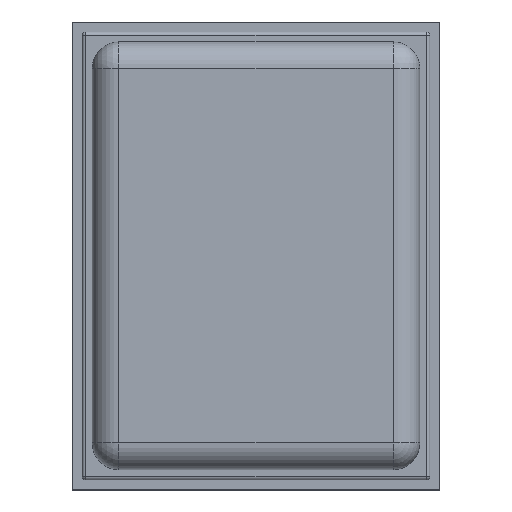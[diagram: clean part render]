
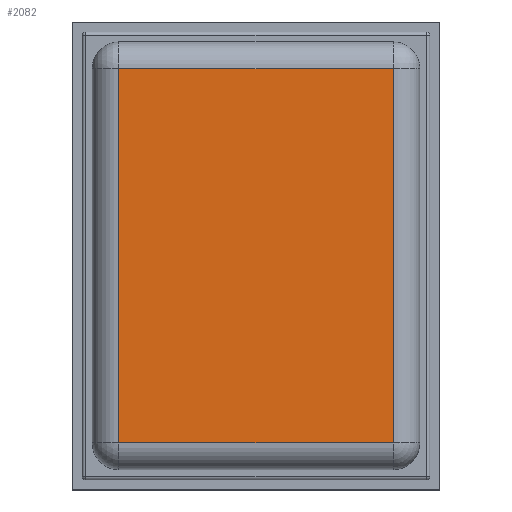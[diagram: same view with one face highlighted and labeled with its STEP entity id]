
A CAD part, top view. The second image highlights one B-rep face of the part: STEP entity #2082.
In plain terms, the highlighted planar face has unit normal (0, 0, 1).
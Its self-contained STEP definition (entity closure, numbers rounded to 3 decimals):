
#737 = CYLINDRICAL_SURFACE('',#738,0.08);
#738 = AXIS2_PLACEMENT_3D('',#739,#740,#741);
#739 = CARTESIAN_POINT('',(-0.41,0.64,0.36));
#740 = DIRECTION('',(0.,-1.,0.));
#741 = DIRECTION('',(-1.,0.,0.));
#917 = CYLINDRICAL_SURFACE('',#918,0.08);
#918 = AXIS2_PLACEMENT_3D('',#919,#920,#921);
#919 = CARTESIAN_POINT('',(0.49,0.56,0.36));
#920 = DIRECTION('',(-1.,0.,0.));
#921 = DIRECTION('',(0.,1.,0.));
#951 = CYLINDRICAL_SURFACE('',#952,0.08);
#952 = AXIS2_PLACEMENT_3D('',#953,#954,#955);
#953 = CARTESIAN_POINT('',(-0.49,-0.56,0.36));
#954 = DIRECTION('',(1.,0.,0.));
#955 = DIRECTION('',(0.,-1.,0.));
#1111 = CYLINDRICAL_SURFACE('',#1112,0.08);
#1112 = AXIS2_PLACEMENT_3D('',#1113,#1114,#1115);
#1113 = CARTESIAN_POINT('',(0.41,-0.64,0.36));
#1114 = DIRECTION('',(0.,1.,0.));
#1115 = DIRECTION('',(1.,0.,0.));
#1539 = VERTEX_POINT('',#1540);
#1540 = CARTESIAN_POINT('',(-0.41,0.56,0.44));
#1560 = EDGE_CURVE('',#1539,#1561,#1563,.T.);
#1561 = VERTEX_POINT('',#1562);
#1562 = CARTESIAN_POINT('',(-0.41,-0.56,0.44));
#1563 = SURFACE_CURVE('',#1564,(#1568,#1575),.PCURVE_S1.);
#1564 = LINE('',#1565,#1566);
#1565 = CARTESIAN_POINT('',(-0.41,0.64,0.44));
#1566 = VECTOR('',#1567,1.);
#1567 = DIRECTION('',(0.,-1.,0.));
#1568 = PCURVE('',#737,#1569);
#1569 = DEFINITIONAL_REPRESENTATION('',(#1570),#1574);
#1570 = LINE('',#1571,#1572);
#1571 = CARTESIAN_POINT('',(-1.571,0.));
#1572 = VECTOR('',#1573,1.);
#1573 = DIRECTION('',(-0.,1.));
#1574 = ( GEOMETRIC_REPRESENTATION_CONTEXT(2) 
PARAMETRIC_REPRESENTATION_CONTEXT() REPRESENTATION_CONTEXT('2D SPACE',''
  ) );
#1575 = PCURVE('',#1576,#1581);
#1576 = PLANE('',#1577);
#1577 = AXIS2_PLACEMENT_3D('',#1578,#1579,#1580);
#1578 = CARTESIAN_POINT('',(0.,0.,0.44));
#1579 = DIRECTION('',(0.,0.,1.));
#1580 = DIRECTION('',(1.,0.,0.));
#1581 = DEFINITIONAL_REPRESENTATION('',(#1582),#1586);
#1582 = LINE('',#1583,#1584);
#1583 = CARTESIAN_POINT('',(-0.41,0.64));
#1584 = VECTOR('',#1585,1.);
#1585 = DIRECTION('',(0.,-1.));
#1586 = ( GEOMETRIC_REPRESENTATION_CONTEXT(2) 
PARAMETRIC_REPRESENTATION_CONTEXT() REPRESENTATION_CONTEXT('2D SPACE',''
  ) );
#1667 = VERTEX_POINT('',#1668);
#1668 = CARTESIAN_POINT('',(0.41,0.56,0.44));
#1688 = EDGE_CURVE('',#1667,#1539,#1689,.T.);
#1689 = SURFACE_CURVE('',#1690,(#1694,#1701),.PCURVE_S1.);
#1690 = LINE('',#1691,#1692);
#1691 = CARTESIAN_POINT('',(0.49,0.56,0.44));
#1692 = VECTOR('',#1693,1.);
#1693 = DIRECTION('',(-1.,0.,0.));
#1694 = PCURVE('',#917,#1695);
#1695 = DEFINITIONAL_REPRESENTATION('',(#1696),#1700);
#1696 = LINE('',#1697,#1698);
#1697 = CARTESIAN_POINT('',(-1.571,0.));
#1698 = VECTOR('',#1699,1.);
#1699 = DIRECTION('',(-0.,1.));
#1700 = ( GEOMETRIC_REPRESENTATION_CONTEXT(2) 
PARAMETRIC_REPRESENTATION_CONTEXT() REPRESENTATION_CONTEXT('2D SPACE',''
  ) );
#1701 = PCURVE('',#1576,#1702);
#1702 = DEFINITIONAL_REPRESENTATION('',(#1703),#1707);
#1703 = LINE('',#1704,#1705);
#1704 = CARTESIAN_POINT('',(0.49,0.56));
#1705 = VECTOR('',#1706,1.);
#1706 = DIRECTION('',(-1.,0.));
#1707 = ( GEOMETRIC_REPRESENTATION_CONTEXT(2) 
PARAMETRIC_REPRESENTATION_CONTEXT() REPRESENTATION_CONTEXT('2D SPACE',''
  ) );
#1716 = EDGE_CURVE('',#1561,#1717,#1719,.T.);
#1717 = VERTEX_POINT('',#1718);
#1718 = CARTESIAN_POINT('',(0.41,-0.56,0.44));
#1719 = SURFACE_CURVE('',#1720,(#1724,#1731),.PCURVE_S1.);
#1720 = LINE('',#1721,#1722);
#1721 = CARTESIAN_POINT('',(-0.49,-0.56,0.44));
#1722 = VECTOR('',#1723,1.);
#1723 = DIRECTION('',(1.,0.,0.));
#1724 = PCURVE('',#951,#1725);
#1725 = DEFINITIONAL_REPRESENTATION('',(#1726),#1730);
#1726 = LINE('',#1727,#1728);
#1727 = CARTESIAN_POINT('',(-1.571,0.));
#1728 = VECTOR('',#1729,1.);
#1729 = DIRECTION('',(-0.,1.));
#1730 = ( GEOMETRIC_REPRESENTATION_CONTEXT(2) 
PARAMETRIC_REPRESENTATION_CONTEXT() REPRESENTATION_CONTEXT('2D SPACE',''
  ) );
#1731 = PCURVE('',#1576,#1732);
#1732 = DEFINITIONAL_REPRESENTATION('',(#1733),#1737);
#1733 = LINE('',#1734,#1735);
#1734 = CARTESIAN_POINT('',(-0.49,-0.56));
#1735 = VECTOR('',#1736,1.);
#1736 = DIRECTION('',(1.,0.));
#1737 = ( GEOMETRIC_REPRESENTATION_CONTEXT(2) 
PARAMETRIC_REPRESENTATION_CONTEXT() REPRESENTATION_CONTEXT('2D SPACE',''
  ) );
#1815 = EDGE_CURVE('',#1717,#1667,#1816,.T.);
#1816 = SURFACE_CURVE('',#1817,(#1821,#1828),.PCURVE_S1.);
#1817 = LINE('',#1818,#1819);
#1818 = CARTESIAN_POINT('',(0.41,-0.64,0.44));
#1819 = VECTOR('',#1820,1.);
#1820 = DIRECTION('',(0.,1.,0.));
#1821 = PCURVE('',#1111,#1822);
#1822 = DEFINITIONAL_REPRESENTATION('',(#1823),#1827);
#1823 = LINE('',#1824,#1825);
#1824 = CARTESIAN_POINT('',(-1.571,0.));
#1825 = VECTOR('',#1826,1.);
#1826 = DIRECTION('',(-0.,1.));
#1827 = ( GEOMETRIC_REPRESENTATION_CONTEXT(2) 
PARAMETRIC_REPRESENTATION_CONTEXT() REPRESENTATION_CONTEXT('2D SPACE',''
  ) );
#1828 = PCURVE('',#1576,#1829);
#1829 = DEFINITIONAL_REPRESENTATION('',(#1830),#1834);
#1830 = LINE('',#1831,#1832);
#1831 = CARTESIAN_POINT('',(0.41,-0.64));
#1832 = VECTOR('',#1833,1.);
#1833 = DIRECTION('',(0.,1.));
#1834 = ( GEOMETRIC_REPRESENTATION_CONTEXT(2) 
PARAMETRIC_REPRESENTATION_CONTEXT() REPRESENTATION_CONTEXT('2D SPACE',''
  ) );
#2082 = ADVANCED_FACE('',(#2083),#1576,.T.);
#2083 = FACE_BOUND('',#2084,.T.);
#2084 = EDGE_LOOP('',(#2085,#2086,#2087,#2088));
#2085 = ORIENTED_EDGE('',*,*,#1716,.T.);
#2086 = ORIENTED_EDGE('',*,*,#1815,.T.);
#2087 = ORIENTED_EDGE('',*,*,#1688,.T.);
#2088 = ORIENTED_EDGE('',*,*,#1560,.T.);
